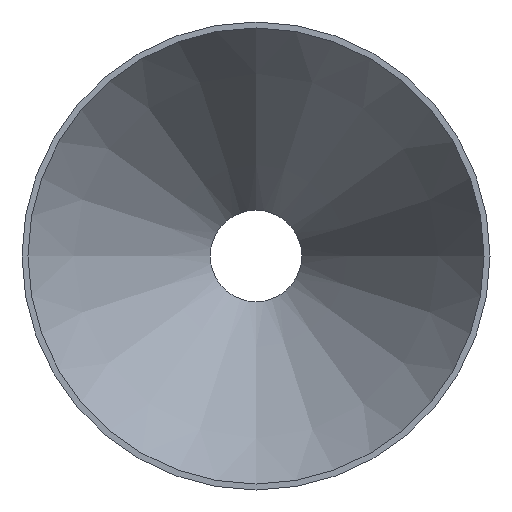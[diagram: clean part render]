
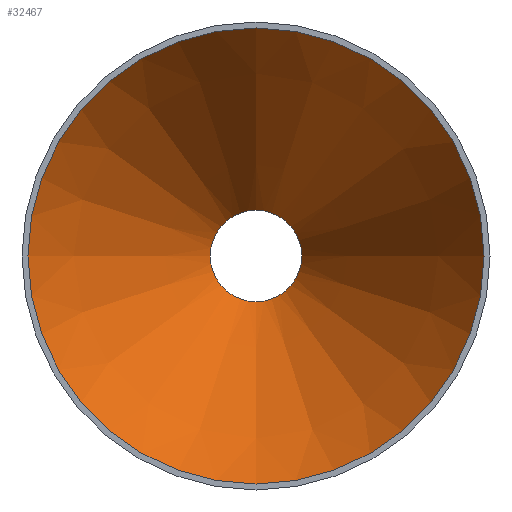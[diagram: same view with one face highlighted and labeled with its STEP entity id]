
A CAD part, front view. The second image highlights one B-rep face of the part: STEP entity #32467.
In plain terms, the highlighted conical face has half-angle 30.857 degrees and reference radius 133.005 mm.
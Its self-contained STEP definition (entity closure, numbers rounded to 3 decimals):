
#431 = CARTESIAN_POINT ( 'NONE',  ( 0., 0., 0. ) ) ;
#2099 = EDGE_CURVE ( 'NONE', #16732, #16732, #31231, .T. ) ;
#2962 = CARTESIAN_POINT ( 'NONE',  ( 0., 178., 0. ) ) ;
#4996 = CARTESIAN_POINT ( 'NONE',  ( 0., 0., -133.005 ) ) ;
#6398 = CIRCLE ( 'NONE', #24261, 26.655 ) ;
#6786 = DIRECTION ( 'NONE',  ( 0., -1., 0. ) ) ;
#7035 = CONICAL_SURFACE ( 'NONE', #11939, 133.005, 0.539 ) ;
#7134 = VERTEX_POINT ( 'NONE', #13651 ) ;
#9986 = ORIENTED_EDGE ( 'NONE', *, *, #14363, .F. ) ;
#11939 = AXIS2_PLACEMENT_3D ( 'NONE', #15918, #34356, #19552 ) ;
#13474 = ORIENTED_EDGE ( 'NONE', *, *, #2099, .T. ) ;
#13651 = CARTESIAN_POINT ( 'NONE',  ( 0., 178., -26.655 ) ) ;
#14363 = EDGE_CURVE ( 'NONE', #7134, #7134, #6398, .T. ) ;
#14623 = AXIS2_PLACEMENT_3D ( 'NONE', #431, #6786, #24135 ) ;
#15918 = CARTESIAN_POINT ( 'NONE',  ( 0., 0., 0. ) ) ;
#16732 = VERTEX_POINT ( 'NONE', #4996 ) ;
#19552 = DIRECTION ( 'NONE',  ( 0., 0., -1. ) ) ;
#20475 = DIRECTION ( 'NONE',  ( 0., 0., -1. ) ) ;
#22657 = FACE_OUTER_BOUND ( 'NONE', #33548, .T. ) ;
#22963 = EDGE_LOOP ( 'NONE', ( #9986 ) ) ;
#24135 = DIRECTION ( 'NONE',  ( 0., 0., -1. ) ) ;
#24261 = AXIS2_PLACEMENT_3D ( 'NONE', #2962, #29332, #20475 ) ;
#27673 = FACE_BOUND ( 'NONE', #22963, .T. ) ;
#29332 = DIRECTION ( 'NONE',  ( 0., -1., 0. ) ) ;
#31231 = CIRCLE ( 'NONE', #14623, 133.005 ) ;
#32467 = ADVANCED_FACE ( 'NONE', ( #27673, #22657 ), #7035, .F. ) ;
#33548 = EDGE_LOOP ( 'NONE', ( #13474 ) ) ;
#34356 = DIRECTION ( 'NONE',  ( 0., -1., 0. ) ) ;
